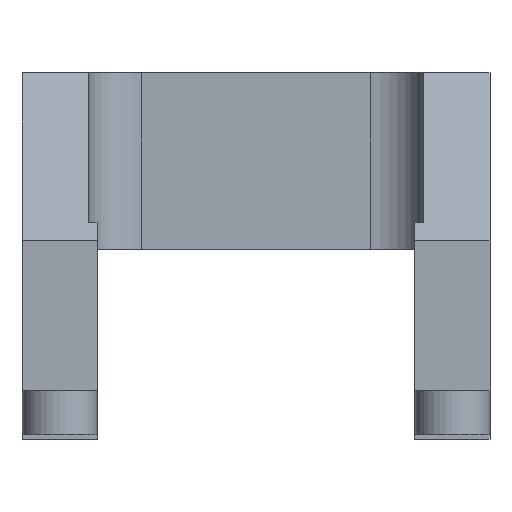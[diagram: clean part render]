
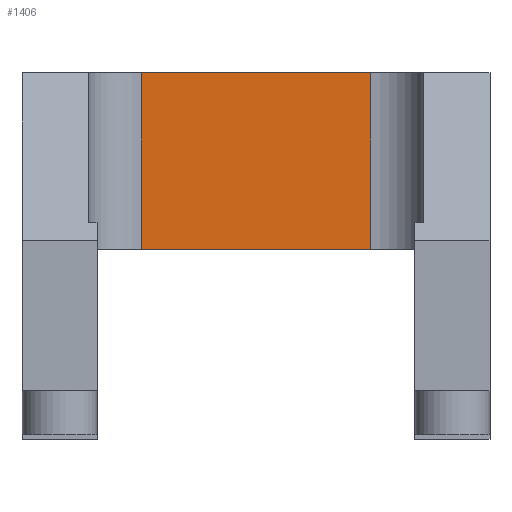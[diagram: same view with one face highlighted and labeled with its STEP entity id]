
A CAD part, front view. The second image highlights one B-rep face of the part: STEP entity #1406.
In plain terms, the highlighted planar face has unit normal (0, -1, 0).
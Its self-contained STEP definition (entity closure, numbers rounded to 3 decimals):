
#128=FACE_OUTER_BOUND('',#210,.T.);
#210=EDGE_LOOP('',(#1117,#1118,#1119,#1120));
#331=LINE('',#2214,#491);
#343=LINE('',#2250,#503);
#353=LINE('',#2274,#513);
#355=LINE('',#2277,#515);
#491=VECTOR('',#1791,10.);
#503=VECTOR('',#1821,10.);
#513=VECTOR('',#1847,10.);
#515=VECTOR('',#1851,10.);
#659=VERTEX_POINT('',#2211);
#660=VERTEX_POINT('',#2213);
#674=VERTEX_POINT('',#2247);
#675=VERTEX_POINT('',#2249);
#818=EDGE_CURVE('',#659,#660,#331,.T.);
#836=EDGE_CURVE('',#674,#675,#343,.T.);
#849=EDGE_CURVE('',#675,#659,#353,.T.);
#851=EDGE_CURVE('',#660,#674,#355,.T.);
#1117=ORIENTED_EDGE('',*,*,#849,.F.);
#1118=ORIENTED_EDGE('',*,*,#836,.F.);
#1119=ORIENTED_EDGE('',*,*,#851,.F.);
#1120=ORIENTED_EDGE('',*,*,#818,.F.);
#1335=PLANE('',#1544);
#1406=ADVANCED_FACE('',(#128),#1335,.F.);
#1544=AXIS2_PLACEMENT_3D('',#2276,#1849,#1850);
#1791=DIRECTION('',(-1.,0.,0.));
#1821=DIRECTION('',(1.,0.,0.));
#1847=DIRECTION('',(0.,0.,-1.));
#1849=DIRECTION('center_axis',(0.,1.,0.));
#1850=DIRECTION('ref_axis',(-1.,0.,0.));
#1851=DIRECTION('',(0.,0.,1.));
#2211=CARTESIAN_POINT('',(13.,60.,10.));
#2213=CARTESIAN_POINT('',(-13.,60.,10.));
#2214=CARTESIAN_POINT('',(9.5,60.,10.));
#2247=CARTESIAN_POINT('',(-13.,60.,30.));
#2249=CARTESIAN_POINT('',(13.,60.,30.));
#2250=CARTESIAN_POINT('',(9.5,60.,30.));
#2274=CARTESIAN_POINT('',(13.,60.,0.));
#2276=CARTESIAN_POINT('Origin',(19.,60.,0.));
#2277=CARTESIAN_POINT('',(-13.,60.,0.));
